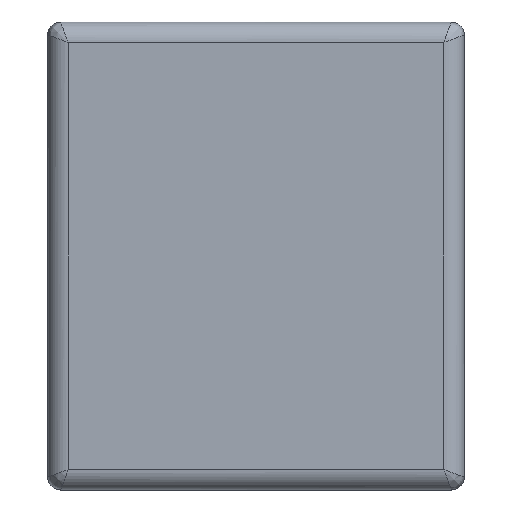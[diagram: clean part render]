
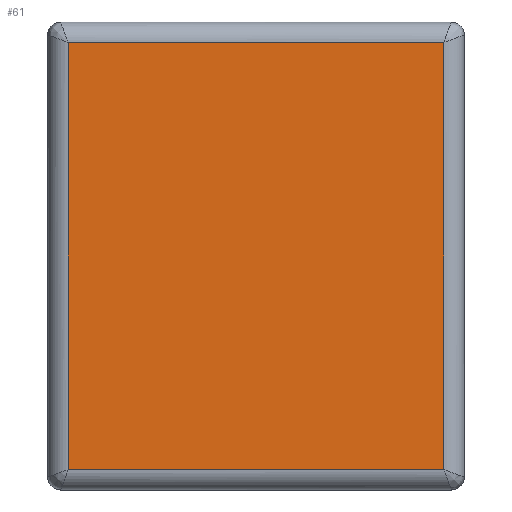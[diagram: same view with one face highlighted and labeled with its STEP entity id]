
A CAD part, left-side view. The second image highlights one B-rep face of the part: STEP entity #61.
In plain terms, the highlighted planar face has unit normal (-1, 0, 0).
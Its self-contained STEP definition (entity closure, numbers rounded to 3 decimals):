
#57 = DIRECTION ( 'NONE',  ( 0., 1., 0. ) ) ;
#61 = ADVANCED_FACE ( 'NONE', ( #1622 ), #1374, .F. ) ;
#272 = LINE ( 'NONE', #669, #2629 ) ;
#302 = LINE ( 'NONE', #2639, #1726 ) ;
#347 = DIRECTION ( 'NONE',  ( 1., 0., 0. ) ) ;
#376 = EDGE_CURVE ( 'NONE', #805, #2403, #272, .T. ) ;
#490 = ORIENTED_EDGE ( 'NONE', *, *, #1296, .T. ) ;
#492 = DIRECTION ( 'NONE',  ( 0., -1., 0. ) ) ;
#494 = CARTESIAN_POINT ( 'NONE',  ( -1.6, 0.73, 1.82 ) ) ;
#514 = VERTEX_POINT ( 'NONE', #1430 ) ;
#536 = ORIENTED_EDGE ( 'NONE', *, *, #2450, .T. ) ;
#669 = CARTESIAN_POINT ( 'NONE',  ( -1.6, -0.73, 1.82 ) ) ;
#737 = CARTESIAN_POINT ( 'NONE',  ( -1.6, -0.73, 0.08 ) ) ;
#786 = CARTESIAN_POINT ( 'NONE',  ( -1.6, 0.73, 1.74 ) ) ;
#805 = VERTEX_POINT ( 'NONE', #737 ) ;
#831 = ORIENTED_EDGE ( 'NONE', *, *, #376, .T. ) ;
#946 = DIRECTION ( 'NONE',  ( 0., 0., 1. ) ) ;
#1014 = DIRECTION ( 'NONE',  ( 0., 0., -1. ) ) ;
#1213 = VERTEX_POINT ( 'NONE', #786 ) ;
#1273 = VECTOR ( 'NONE', #1014, 1000. ) ;
#1296 = EDGE_CURVE ( 'NONE', #1213, #514, #1833, .T. ) ;
#1374 = PLANE ( 'NONE',  #1957 ) ;
#1430 = CARTESIAN_POINT ( 'NONE',  ( -1.6, 0.73, 0.08 ) ) ;
#1549 = LINE ( 'NONE', #2385, #2074 ) ;
#1581 = CARTESIAN_POINT ( 'NONE',  ( -1.6, -0.81, 1.82 ) ) ;
#1622 = FACE_OUTER_BOUND ( 'NONE', #1855, .T. ) ;
#1726 = VECTOR ( 'NONE', #57, 1000. ) ;
#1833 = LINE ( 'NONE', #494, #1273 ) ;
#1855 = EDGE_LOOP ( 'NONE', ( #490, #536, #831, #1944 ) ) ;
#1944 = ORIENTED_EDGE ( 'NONE', *, *, #2420, .T. ) ;
#1956 = CARTESIAN_POINT ( 'NONE',  ( -1.6, -0.73, 1.74 ) ) ;
#1957 = AXIS2_PLACEMENT_3D ( 'NONE', #1581, #347, #2421 ) ;
#2074 = VECTOR ( 'NONE', #492, 1000. ) ;
#2385 = CARTESIAN_POINT ( 'NONE',  ( -1.6, 0., 0.08 ) ) ;
#2403 = VERTEX_POINT ( 'NONE', #1956 ) ;
#2420 = EDGE_CURVE ( 'NONE', #2403, #1213, #302, .T. ) ;
#2421 = DIRECTION ( 'NONE',  ( 0., 0., -1. ) ) ;
#2450 = EDGE_CURVE ( 'NONE', #514, #805, #1549, .T. ) ;
#2629 = VECTOR ( 'NONE', #946, 1000. ) ;
#2639 = CARTESIAN_POINT ( 'NONE',  ( -1.6, -0.81, 1.74 ) ) ;
